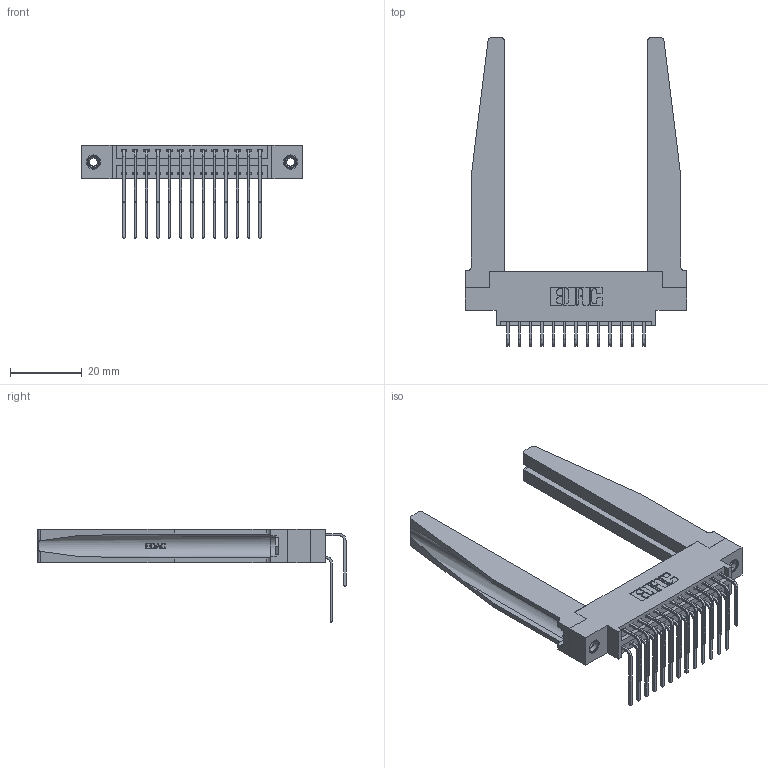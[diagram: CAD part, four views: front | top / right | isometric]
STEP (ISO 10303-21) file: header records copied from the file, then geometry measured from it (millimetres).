
FILE_DESCRIPTION (( 'STEP AP203' ), '1' );
FILE_NAME ('396-026-559-878.STEP', '2019-11-03T06:16:06', ( '' ), ( '' ), 'SwSTEP 2.0', 'SolidWorks 2016', '' );
FILE_SCHEMA (( 'CONFIG_CONTROL_DESIGN' ));
Length unit declared in the file: inch
Products named in the file (6): 346 Part_0.170 Offset - 0.156 Dia-TH; 345-250-001_345-250-001-102; 396-026-559-878; 345-292-001_559 Tail - 2; 346-220-078_345-220-078; 345-292-001_558 559 Tail - 1
Assembly tree (31 placements, depth 2):
  396-026-559-878
    346 Part_0.170 Offset - 0.156 Dia-TH
    345-292-001_558 559 Tail - 1  x13
    345-292-001_559 Tail - 2  x13
    346-220-078_345-220-078  x2
    345-250-001_345-250-001-102  x2
Bounding box: 61.85 x 86.17 x 26.16 mm (x, y, z)
Volume: 12710 mm3; surface area: 14955 mm2
Topology: 31 solids, 31 shells, 1764 faces, 5135 edges, 3378 vertices
Faces by surface type: plane 1184, cylinder 528, bspline 36, cone 12, torus 4
Entity records: 19052 total; most frequent: CARTESIAN_POINT 4170, ORIENTED_EDGE 2942, DIRECTION 2685, EDGE_CURVE 1471, LINE 1153, VECTOR 1153, VERTEX_POINT 972, AXIS2_PLACEMENT_3D 766
